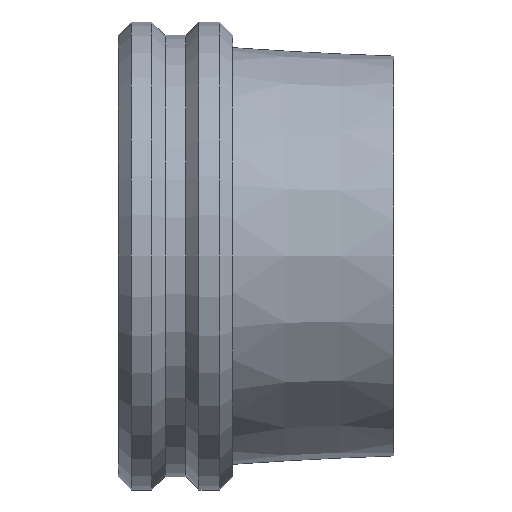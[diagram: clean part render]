
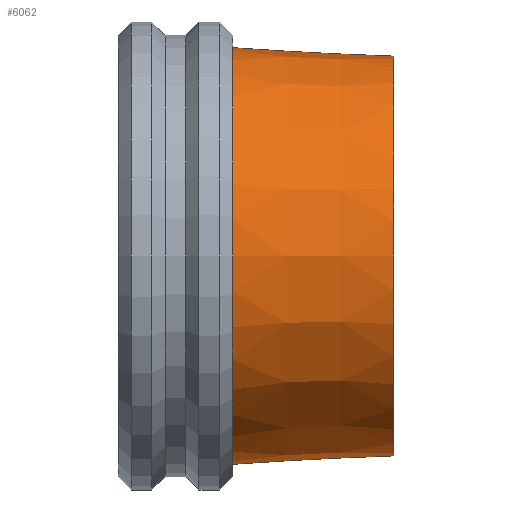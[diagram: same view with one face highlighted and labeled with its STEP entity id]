
A CAD part, left-side view. The second image highlights one B-rep face of the part: STEP entity #6062.
In plain terms, the highlighted conical face has half-angle 3 degrees and reference radius 65.86 mm.
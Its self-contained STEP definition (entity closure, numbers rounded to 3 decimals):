
#25=CONICAL_SURFACE('',#6482,65.86,0.052);
#186=CIRCLE('',#6428,64.497);
#189=CIRCLE('',#6431,64.497);
#220=CIRCLE('',#6480,67.222);
#221=CIRCLE('',#6481,67.222);
#798=FACE_OUTER_BOUND('',#1160,.T.);
#1160=EDGE_LOOP('',(#5601,#5602,#5603,#5604,#5605,#5606));
#1610=LINE('',#13565,#2060);
#2060=VECTOR('',#7734,65.86);
#2877=VERTEX_POINT('',#13458);
#2878=VERTEX_POINT('',#13459);
#2911=VERTEX_POINT('',#13560);
#2912=VERTEX_POINT('',#13561);
#3758=EDGE_CURVE('',#2877,#2878,#186,.T.);
#3762=EDGE_CURVE('',#2878,#2877,#189,.T.);
#3808=EDGE_CURVE('',#2911,#2912,#220,.T.);
#3809=EDGE_CURVE('',#2912,#2911,#221,.T.);
#3810=EDGE_CURVE('',#2878,#2912,#1610,.T.);
#5601=ORIENTED_EDGE('',*,*,#3758,.F.);
#5602=ORIENTED_EDGE('',*,*,#3762,.F.);
#5603=ORIENTED_EDGE('',*,*,#3810,.T.);
#5604=ORIENTED_EDGE('',*,*,#3809,.T.);
#5605=ORIENTED_EDGE('',*,*,#3808,.T.);
#5606=ORIENTED_EDGE('',*,*,#3810,.F.);
#6062=ADVANCED_FACE('',(#798),#25,.T.);
#6428=AXIS2_PLACEMENT_3D('',#13460,#7608,#7609);
#6431=AXIS2_PLACEMENT_3D('',#13466,#7615,#7616);
#6480=AXIS2_PLACEMENT_3D('',#13562,#7728,#7729);
#6481=AXIS2_PLACEMENT_3D('',#13563,#7730,#7731);
#6482=AXIS2_PLACEMENT_3D('',#13564,#7732,#7733);
#7608=DIRECTION('center_axis',(0.,-1.,0.));
#7609=DIRECTION('ref_axis',(1.,0.,0.));
#7615=DIRECTION('center_axis',(0.,-1.,0.));
#7616=DIRECTION('ref_axis',(1.,0.,0.));
#7728=DIRECTION('center_axis',(0.,-1.,0.));
#7729=DIRECTION('ref_axis',(1.,0.,0.));
#7730=DIRECTION('center_axis',(0.,-1.,0.));
#7731=DIRECTION('ref_axis',(1.,0.,0.));
#7732=DIRECTION('center_axis',(0.,1.,0.));
#7733=DIRECTION('ref_axis',(1.,0.,0.));
#7734=DIRECTION('',(-0.052,0.999,0.));
#13458=CARTESIAN_POINT('',(64.497,0.,0.));
#13459=CARTESIAN_POINT('',(-64.497,0.,0.));
#13460=CARTESIAN_POINT('Origin',(0.,0.,0.));
#13466=CARTESIAN_POINT('Origin',(0.,0.,0.));
#13560=CARTESIAN_POINT('',(67.222,52.,0.));
#13561=CARTESIAN_POINT('',(-67.222,52.,0.));
#13562=CARTESIAN_POINT('Origin',(0.,52.,0.));
#13563=CARTESIAN_POINT('Origin',(0.,52.,0.));
#13564=CARTESIAN_POINT('Origin',(0.,26.,0.));
#13565=CARTESIAN_POINT('',(-65.86,26.,0.));
